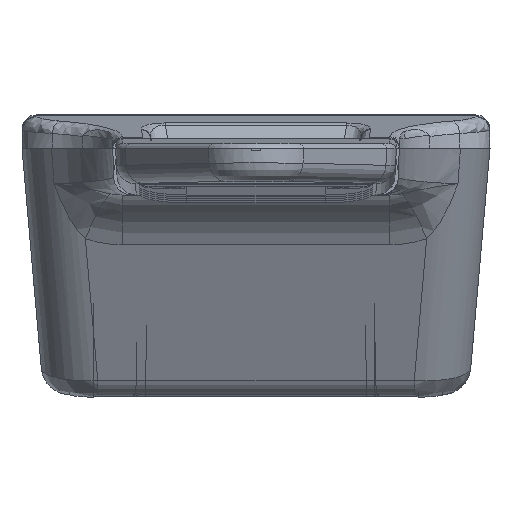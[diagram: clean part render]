
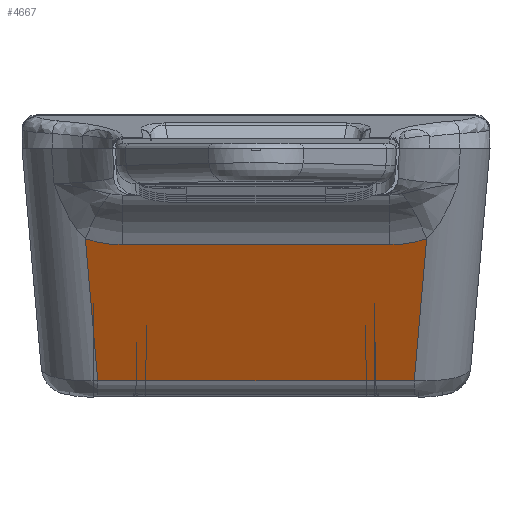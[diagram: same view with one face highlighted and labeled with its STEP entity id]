
A CAD part, front view. The second image highlights one B-rep face of the part: STEP entity #4667.
In plain terms, the highlighted planar face has unit normal (0, -0.906, -0.423).
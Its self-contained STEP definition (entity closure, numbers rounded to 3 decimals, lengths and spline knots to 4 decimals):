
#4269=B_SPLINE_CURVE_WITH_KNOTS('',3,(#83056,#83057,#83058,#83059),
 .UNSPECIFIED.,.F.,.F.,(4,4),(0.,1.),.UNSPECIFIED.);
#4271=B_SPLINE_CURVE_WITH_KNOTS('',3,(#83082,#83083,#83084,#83085),
 .UNSPECIFIED.,.F.,.F.,(4,4),(0.,1.),.UNSPECIFIED.);
#4667=ADVANCED_FACE('',(#9456),#7539,.F.);
#7539=PLANE('',#57760);
#9456=FACE_OUTER_BOUND('',#12429,.T.);
#12429=EDGE_LOOP('',(#19344,#19345,#19346,#19347,#19348,#19349));
#19344=ORIENTED_EDGE('',*,*,#40337,.T.);
#19345=ORIENTED_EDGE('',*,*,#40317,.T.);
#19346=ORIENTED_EDGE('',*,*,#40338,.T.);
#19347=ORIENTED_EDGE('',*,*,#40313,.T.);
#19348=ORIENTED_EDGE('',*,*,#40339,.T.);
#19349=ORIENTED_EDGE('',*,*,#40328,.T.);
#35036=VERTEX_POINT('',#83047);
#35039=VERTEX_POINT('',#83055);
#35040=VERTEX_POINT('',#83073);
#35043=VERTEX_POINT('',#83081);
#35051=VERTEX_POINT('',#83173);
#35053=VERTEX_POINT('',#83190);
#40313=EDGE_CURVE('',#35036,#35039,#4269,.T.);
#40317=EDGE_CURVE('',#35040,#35043,#4271,.T.);
#40328=EDGE_CURVE('',#35053,#35051,#48176,.T.);
#40337=EDGE_CURVE('',#35051,#35040,#48177,.T.);
#40338=EDGE_CURVE('',#35043,#35036,#48178,.T.);
#40339=EDGE_CURVE('',#35039,#35053,#48179,.T.);
#48176=LINE('',#83189,#53249);
#48177=LINE('',#83279,#53250);
#48178=LINE('',#83280,#53251);
#48179=LINE('',#83281,#53252);
#53249=VECTOR('',#64640,1.);
#53250=VECTOR('',#64649,1.);
#53251=VECTOR('',#64650,1.);
#53252=VECTOR('',#64651,1.);
#57760=AXIS2_PLACEMENT_3D('',#83282,#64652,#64653);
#64640=DIRECTION('',(1.,0.,0.));
#64649=DIRECTION('',(0.079,-0.421,0.903));
#64650=DIRECTION('',(-1.,0.,0.));
#64651=DIRECTION('',(0.079,0.421,-0.903));
#64652=DIRECTION('',(0.,0.906,0.423));
#64653=DIRECTION('',(0.,0.423,-0.906));
#83047=CARTESIAN_POINT('',(7.7799,6.4226,-4.601));
#83055=CARTESIAN_POINT('',(7.7413,6.4197,-4.5947));
#83056=CARTESIAN_POINT('',(7.7799,6.4226,-4.601));
#83057=CARTESIAN_POINT('',(7.7668,6.4226,-4.601));
#83058=CARTESIAN_POINT('',(7.7535,6.4216,-4.5989));
#83059=CARTESIAN_POINT('',(7.7413,6.4197,-4.5947));
#83073=CARTESIAN_POINT('',(8.0987,6.4197,-4.5947));
#83081=CARTESIAN_POINT('',(8.0601,6.4226,-4.601));
#83082=CARTESIAN_POINT('',(8.0987,6.4197,-4.5947));
#83083=CARTESIAN_POINT('',(8.0865,6.4216,-4.5989));
#83084=CARTESIAN_POINT('',(8.0732,6.4226,-4.601));
#83085=CARTESIAN_POINT('',(8.0601,6.4226,-4.601));
#83173=CARTESIAN_POINT('',(8.0857,6.489,-4.7435));
#83189=CARTESIAN_POINT('',(7.756,6.489,-4.7435));
#83190=CARTESIAN_POINT('',(7.7543,6.489,-4.7435));
#83279=CARTESIAN_POINT('',(8.0844,6.496,-4.7584));
#83280=CARTESIAN_POINT('',(14.32,6.4226,-4.601));
#83281=CARTESIAN_POINT('',(7.7326,6.3736,-4.4959));
#83282=CARTESIAN_POINT('',(14.32,6.3755,-4.5));
